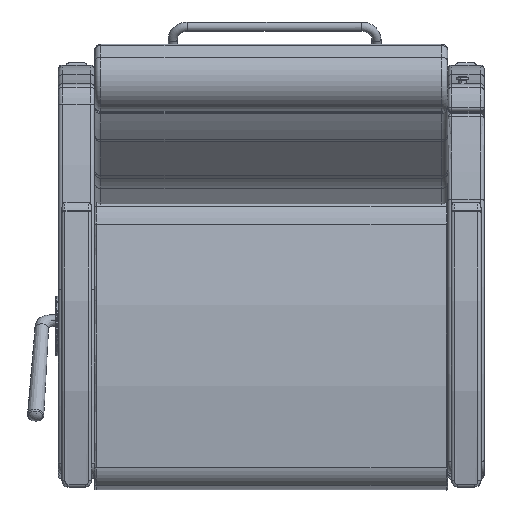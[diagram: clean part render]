
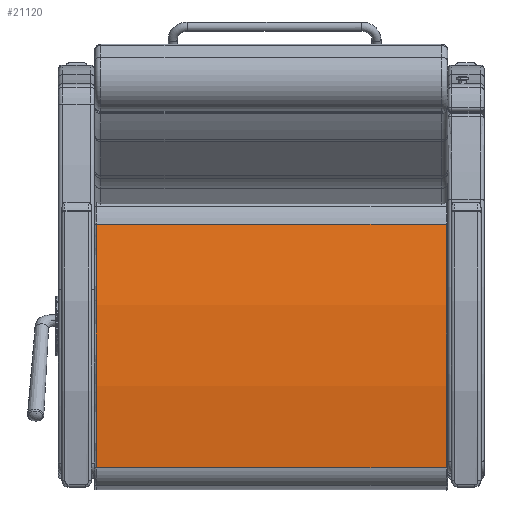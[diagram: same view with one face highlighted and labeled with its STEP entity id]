
A CAD part, front view. The second image highlights one B-rep face of the part: STEP entity #21120.
In plain terms, the highlighted free-form (B-spline) face has degree [3, 1] with [18, 2] control points.
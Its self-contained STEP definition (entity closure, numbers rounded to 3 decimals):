
#1301=ELLIPSE('',#23779,60.304,60.25);
#1303=ELLIPSE('',#23801,60.304,60.25);
#1345=B_SPLINE_SURFACE_WITH_KNOTS('',3,1,((#50703,#50704),(#50705,#50706),
(#50707,#50708),(#50709,#50710),(#50711,#50712),(#50713,#50714),(#50715,
#50716),(#50717,#50718),(#50719,#50720),(#50721,#50722),(#50723,#50724),
(#50725,#50726),(#50727,#50728),(#50729,#50730),(#50731,#50732),(#50733,
#50734),(#50735,#50736),(#50737,#50738)),.UNSPECIFIED.,.F.,.F.,.F.,(4,1,
1,1,1,1,1,1,1,1,1,1,1,1,1,4),(2,2),(-1.696,-1.668,
-1.64,-1.626,-1.599,-1.585,
-1.557,-1.543,-1.515,-1.501,-1.473,
-1.459,-1.431,-1.418,-1.39,
-1.362),(0.,110.49),.UNSPECIFIED.);
#3318=FACE_OUTER_BOUND('',#4642,.T.);
#4642=EDGE_LOOP('',(#19338,#19339,#19340,#19341));
#6073=LINE('',#50701,#7501);
#6074=LINE('',#50740,#7502);
#7501=VECTOR('',#29879,0.394);
#7502=VECTOR('',#29882,0.394);
#10719=VERTEX_POINT('',#50332);
#10720=VERTEX_POINT('',#50333);
#10739=VERTEX_POINT('',#50700);
#10740=VERTEX_POINT('',#50739);
#13761=EDGE_CURVE('',#10719,#10720,#1301,.T.);
#13790=EDGE_CURVE('',#10739,#10720,#6073,.T.);
#13792=EDGE_CURVE('',#10740,#10719,#6074,.T.);
#13793=EDGE_CURVE('',#10739,#10740,#1303,.T.);
#19338=ORIENTED_EDGE('',*,*,#13761,.F.);
#19339=ORIENTED_EDGE('',*,*,#13792,.F.);
#19340=ORIENTED_EDGE('',*,*,#13793,.F.);
#19341=ORIENTED_EDGE('',*,*,#13790,.T.);
#21120=ADVANCED_FACE('',(#3318),#1345,.T.);
#23779=AXIS2_PLACEMENT_3D('',#50334,#29828,#29829);
#23801=AXIS2_PLACEMENT_3D('',#50741,#29883,#29884);
#29828=DIRECTION('center_axis',(0.,0.,
-1.));
#29829=DIRECTION('ref_axis',(1.,0.,0.));
#29879=DIRECTION('',(0.,0.,-1.));
#29882=DIRECTION('',(0.,0.,-1.));
#29883=DIRECTION('center_axis',(0.,0.,1.));
#29884=DIRECTION('ref_axis',(1.,0.,0.));
#50332=CARTESIAN_POINT('',(3.609,-1.684,0.124));
#50333=CARTESIAN_POINT('',(23.658,-2.523,0.124));
#50334=CARTESIAN_POINT('Origin',(11.145,-61.462,0.124));
#50700=CARTESIAN_POINT('',(23.658,-2.523,28.876));
#50701=CARTESIAN_POINT('',(23.658,-2.523,29.));
#50703=CARTESIAN_POINT('Ctrl Pts',(3.609,-1.684,29.));
#50704=CARTESIAN_POINT('Ctrl Pts',(3.609,-1.684,-14.5));
#50705=CARTESIAN_POINT('Ctrl Pts',(4.165,-1.614,29.));
#50706=CARTESIAN_POINT('Ctrl Pts',(4.165,-1.614,-14.5));
#50707=CARTESIAN_POINT('Ctrl Pts',(5.278,-1.49,29.));
#50708=CARTESIAN_POINT('Ctrl Pts',(5.278,-1.49,-14.5));
#50709=CARTESIAN_POINT('Ctrl Pts',(6.673,-1.373,29.));
#50710=CARTESIAN_POINT('Ctrl Pts',(6.673,-1.373,-14.5));
#50711=CARTESIAN_POINT('Ctrl Pts',(8.071,-1.285,29.));
#50712=CARTESIAN_POINT('Ctrl Pts',(8.071,-1.285,-14.5));
#50713=CARTESIAN_POINT('Ctrl Pts',(9.19,-1.239,29.));
#50714=CARTESIAN_POINT('Ctrl Pts',(9.19,-1.239,-14.5));
#50715=CARTESIAN_POINT('Ctrl Pts',(10.59,-1.21,29.));
#50716=CARTESIAN_POINT('Ctrl Pts',(10.59,-1.21,-14.5));
#50717=CARTESIAN_POINT('Ctrl Pts',(11.71,-1.21,29.));
#50718=CARTESIAN_POINT('Ctrl Pts',(11.71,-1.21,-14.5));
#50719=CARTESIAN_POINT('Ctrl Pts',(13.11,-1.239,29.));
#50720=CARTESIAN_POINT('Ctrl Pts',(13.11,-1.239,-14.5));
#50721=CARTESIAN_POINT('Ctrl Pts',(14.229,-1.286,29.));
#50722=CARTESIAN_POINT('Ctrl Pts',(14.229,-1.286,-14.5));
#50723=CARTESIAN_POINT('Ctrl Pts',(15.626,-1.374,29.));
#50724=CARTESIAN_POINT('Ctrl Pts',(15.626,-1.374,-14.5));
#50725=CARTESIAN_POINT('Ctrl Pts',(16.742,-1.467,29.));
#50726=CARTESIAN_POINT('Ctrl Pts',(16.742,-1.467,-14.5));
#50727=CARTESIAN_POINT('Ctrl Pts',(18.135,-1.613,29.));
#50728=CARTESIAN_POINT('Ctrl Pts',(18.135,-1.613,-14.5));
#50729=CARTESIAN_POINT('Ctrl Pts',(19.246,-1.753,29.));
#50730=CARTESIAN_POINT('Ctrl Pts',(19.246,-1.753,-14.5));
#50731=CARTESIAN_POINT('Ctrl Pts',(20.631,-1.957,29.));
#50732=CARTESIAN_POINT('Ctrl Pts',(20.631,-1.957,-14.5));
#50733=CARTESIAN_POINT('Ctrl Pts',(22.012,-2.19,29.));
#50734=CARTESIAN_POINT('Ctrl Pts',(22.012,-2.19,-14.5));
#50735=CARTESIAN_POINT('Ctrl Pts',(23.111,-2.407,29.));
#50736=CARTESIAN_POINT('Ctrl Pts',(23.111,-2.407,-14.5));
#50737=CARTESIAN_POINT('Ctrl Pts',(23.658,-2.523,29.));
#50738=CARTESIAN_POINT('Ctrl Pts',(23.658,-2.523,-14.5));
#50739=CARTESIAN_POINT('',(3.609,-1.684,28.876));
#50740=CARTESIAN_POINT('',(3.609,-1.684,29.));
#50741=CARTESIAN_POINT('Origin',(11.145,-61.462,28.876));
